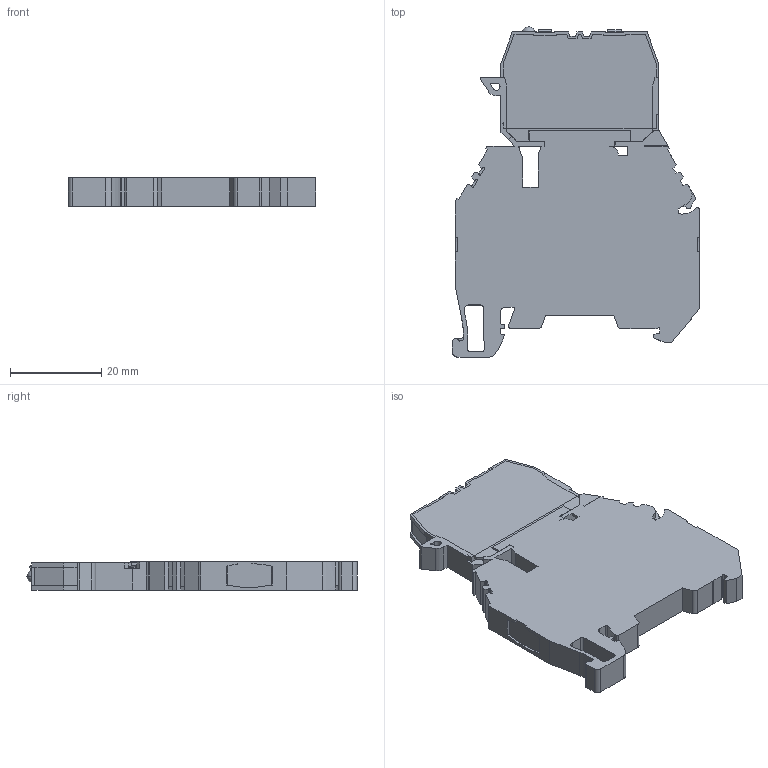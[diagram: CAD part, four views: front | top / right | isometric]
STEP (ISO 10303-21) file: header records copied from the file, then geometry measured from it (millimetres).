
FILE_DESCRIPTION (( 'STEP AP214' ), '1' );
FILE_NAME ('355220_ASK 3 MLD_BG .STP', '2015-08-10T05:04:35', ( '' ), ( '' ), 'SwSTEP 2.0', 'SolidWorks 2015', '' );
FILE_SCHEMA (( 'AUTOMOTIVE_DESIGN' ));
Length unit declared in the file: millimetre
Products named in the file (1): 355220_ASK 3 MLD_BG 
Bounding box: 54.13 x 72.3 x 6.2 mm (x, y, z)
Volume: 17675.1 mm3; surface area: 10254.1 mm2
Topology: 3 solids, 8 shells, 591 faces, 1682 edges, 1112 vertices
Faces by surface type: plane 461, cylinder 120, cone 8, sphere 2
Entity records: 24755 total; most frequent: CARTESIAN_POINT 3390, ORIENTED_EDGE 3354, DIRECTION 3120, EDGE_CURVE 1677, VECTOR 1410, LINE 1410, VERTEX_POINT 1109, AXIS2_PLACEMENT_3D 855
